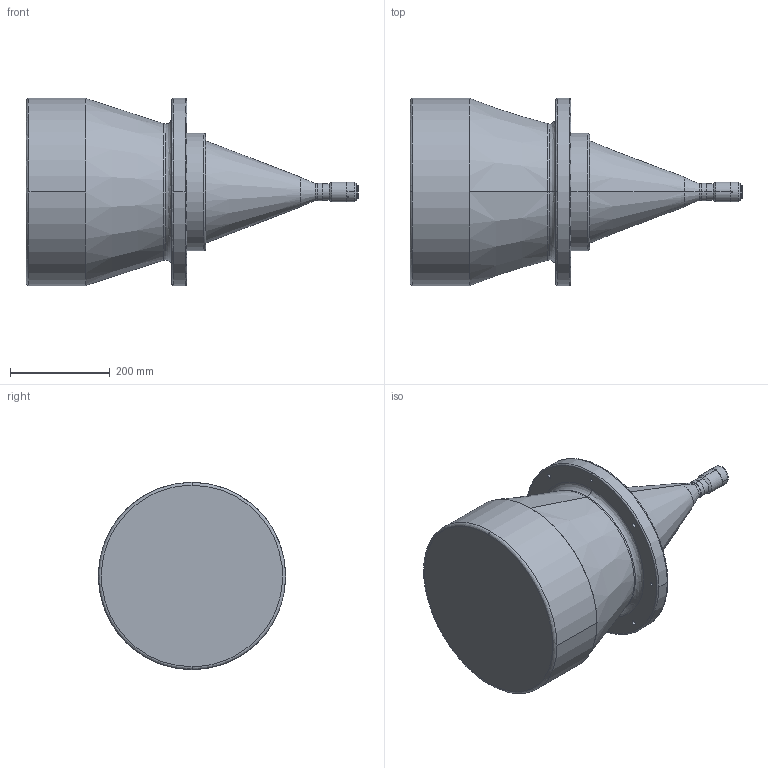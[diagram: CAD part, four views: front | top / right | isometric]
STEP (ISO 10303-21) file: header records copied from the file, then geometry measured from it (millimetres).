
FILE_DESCRIPTION (( 'STEP AP203' ), '1' );
FILE_NAME ('DTCM111-300-AL.STEP', '2019-11-14T07:20:24', ( 'Windows 蚚誧' ), ( '' ), 'SwSTEP 2.0', 'SolidWorks 2017', '' );
FILE_SCHEMA (( 'CONFIG_CONTROL_DESIGN' ));
Length unit declared in the file: millimetre
Products named in the file (1): DTCM111-300-AL
Bounding box: 666.6 x 376 x 376 mm (x, y, z)
Volume: 35409756.5 mm3; surface area: 724710.3 mm2
Topology: 1 solids, 1 shells, 88 faces, 204 edges, 121 vertices
Faces by surface type: cylinder 42, cone 22, bspline 14, plane 8, torus 2
Entity records: 3509 total; most frequent: CARTESIAN_POINT 1484, DIRECTION 422, ORIENTED_EDGE 396, EDGE_CURVE 198, AXIS2_PLACEMENT_3D 179, VERTEX_POINT 121, EDGE_LOOP 113, CIRCLE 104
